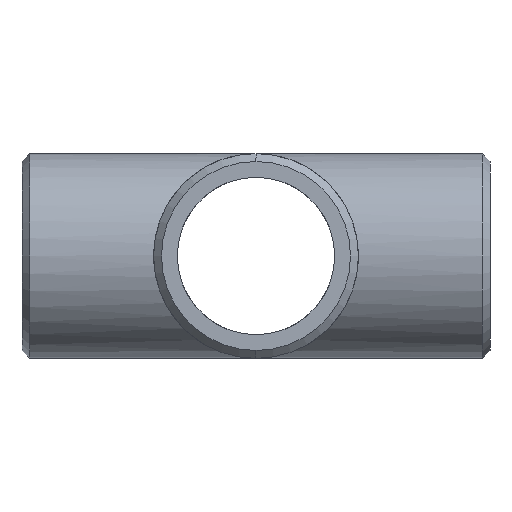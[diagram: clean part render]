
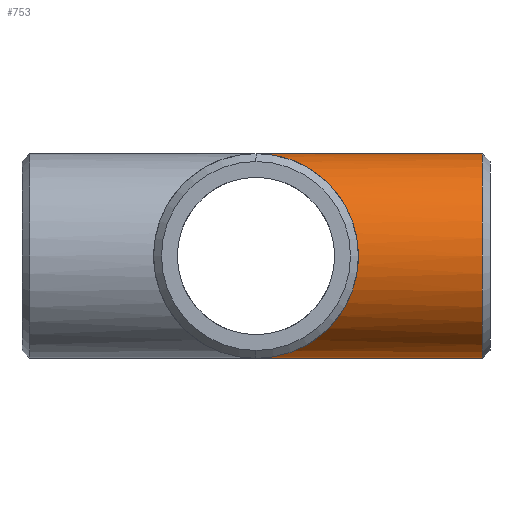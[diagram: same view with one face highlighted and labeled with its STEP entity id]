
A CAD part, left-side view. The second image highlights one B-rep face of the part: STEP entity #753.
In plain terms, the highlighted cylindrical face has radius 21 mm (diameter 42 mm), a partial arc.
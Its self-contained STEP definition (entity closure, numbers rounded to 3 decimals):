
#42 = DIRECTION ( 'NONE',  ( 0., 1., 0. ) ) ;
#68 = CARTESIAN_POINT ( 'NONE',  ( 0., 0., -21. ) ) ;
#84 = CARTESIAN_POINT ( 'NONE',  ( -42., -42., 21. ) ) ;
#85 = DIRECTION ( 'NONE',  ( 0., 1., 0. ) ) ;
#92 = DIRECTION ( 'NONE',  ( 0., 1., 0. ) ) ;
#95 = CIRCLE ( 'NONE', #595, 21. ) ;
#134 = EDGE_CURVE ( 'NONE', #257, #795, #398, .T. ) ;
#148 = FACE_OUTER_BOUND ( 'NONE', #424, .T. ) ;
#164 = DIRECTION ( 'NONE',  ( 0., 0., -1. ) ) ;
#203 = EDGE_CURVE ( 'NONE', #257, #750, #95, .T. ) ;
#257 = VERTEX_POINT ( 'NONE', #773 ) ;
#272 = DIRECTION ( 'NONE',  ( 0., 1., 0. ) ) ;
#283 = CARTESIAN_POINT ( 'NONE',  ( 0., -48., 21. ) ) ;
#286 = ORIENTED_EDGE ( 'NONE', *, *, #542, .T. ) ;
#307 = ORIENTED_EDGE ( 'NONE', *, *, #134, .F. ) ;
#333 = CARTESIAN_POINT ( 'NONE',  ( 0., -46.383, 21. ) ) ;
#369 = CARTESIAN_POINT ( 'NONE',  ( 0., 0., 21. ) ) ;
#387 = CARTESIAN_POINT ( 'NONE',  ( -42., -42., -21. ) ) ;
#398 = LINE ( 'NONE', #638, #792 ) ;
#424 = EDGE_LOOP ( 'NONE', ( #508, #286, #762, #307 ) ) ;
#508 = ORIENTED_EDGE ( 'NONE', *, *, #203, .T. ) ;
#512 = CARTESIAN_POINT ( 'NONE',  ( 0., -46.383, 0. ) ) ;
#520 = CARTESIAN_POINT ( 'NONE',  ( 0., 0., -21. ) ) ;
#542 = EDGE_CURVE ( 'NONE', #750, #626, #594, .T. ) ;
#581 = CYLINDRICAL_SURFACE ( 'NONE', #737, 21. ) ;
#594 = LINE ( 'NONE', #283, #714 ) ;
#595 = AXIS2_PLACEMENT_3D ( 'NONE', #512, #85, #164 ) ;
#626 = VERTEX_POINT ( 'NONE', #369 ) ;
#638 = CARTESIAN_POINT ( 'NONE',  ( 0., -48., -21. ) ) ;
#642 = CARTESIAN_POINT ( 'NONE',  ( 0., -48., 0. ) ) ;
#709 = DIRECTION ( 'NONE',  ( 0., 0., -1. ) ) ;
#714 = VECTOR ( 'NONE', #42, 1000. ) ;
#737 = AXIS2_PLACEMENT_3D ( 'NONE', #642, #272, #709 ) ;
#738 =( BOUNDED_CURVE ( )  B_SPLINE_CURVE ( 3, ( #520, #387, #84, #767 ),
 .UNSPECIFIED., .F., .T. ) 
 B_SPLINE_CURVE_WITH_KNOTS ( ( 4, 4 ),
 ( 4.712, 7.854 ),
 .UNSPECIFIED. ) 
 CURVE ( )  GEOMETRIC_REPRESENTATION_ITEM ( )  RATIONAL_B_SPLINE_CURVE ( ( 1., 0.333, 0.333, 1. ) ) 
 REPRESENTATION_ITEM ( '' )  );
#750 = VERTEX_POINT ( 'NONE', #333 ) ;
#753 = ADVANCED_FACE ( 'NONE', ( #148 ), #581, .T. ) ;
#756 = EDGE_CURVE ( 'NONE', #795, #626, #738, .T. ) ;
#762 = ORIENTED_EDGE ( 'NONE', *, *, #756, .F. ) ;
#767 = CARTESIAN_POINT ( 'NONE',  ( 0., 0., 21. ) ) ;
#773 = CARTESIAN_POINT ( 'NONE',  ( 0., -46.383, -21. ) ) ;
#792 = VECTOR ( 'NONE', #92, 1000. ) ;
#795 = VERTEX_POINT ( 'NONE', #68 ) ;
